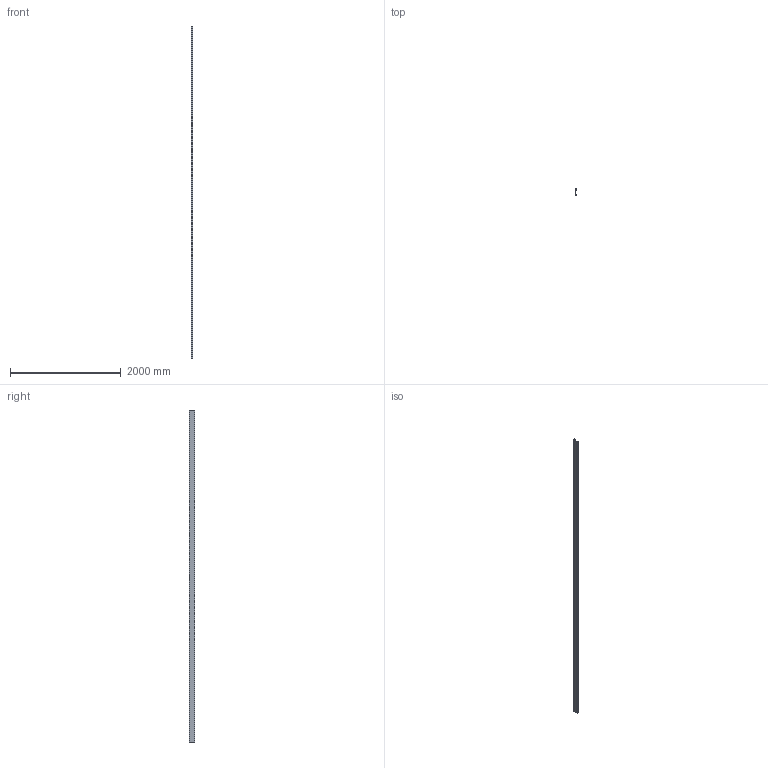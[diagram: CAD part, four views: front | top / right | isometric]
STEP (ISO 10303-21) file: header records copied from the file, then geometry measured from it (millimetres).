
FILE_DESCRIPTION (( 'STEP AP203' ), '1' );
FILE_NAME ('80110-ALU.STEP', '2018-05-14T12:06:47', ( '' ), ( '' ), 'SwSTEP 2.0', 'SolidWorks 2015', '' );
FILE_SCHEMA (( 'CONFIG_CONTROL_DESIGN' ));
Length unit declared in the file: millimetre
Products named in the file (1): 80110-ALU
Bounding box: 35 x 103 x 6000 mm (x, y, z)
Volume: 2547797 mm3; surface area: 2405858.5 mm2
Topology: 1 solids, 1 shells, 259 faces, 696 edges, 464 vertices
Faces by surface type: plane 146, bspline 90, cylinder 23
Entity records: 13113 total; most frequent: CARTESIAN_POINT 7110, ORIENTED_EDGE 1392, DIRECTION 902, EDGE_CURVE 696, VECTOR 470, LINE 470, VERTEX_POINT 464, EDGE_LOOP 284
